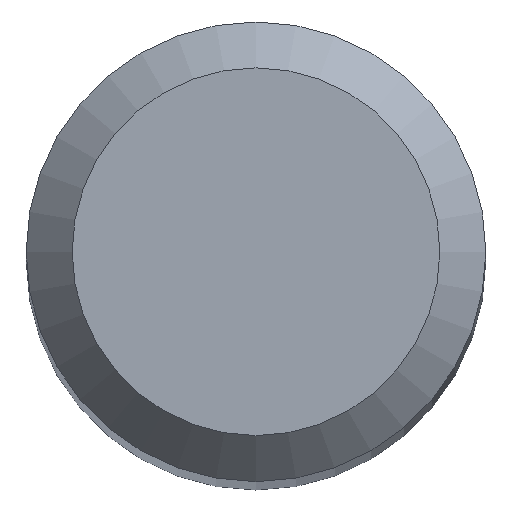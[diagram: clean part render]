
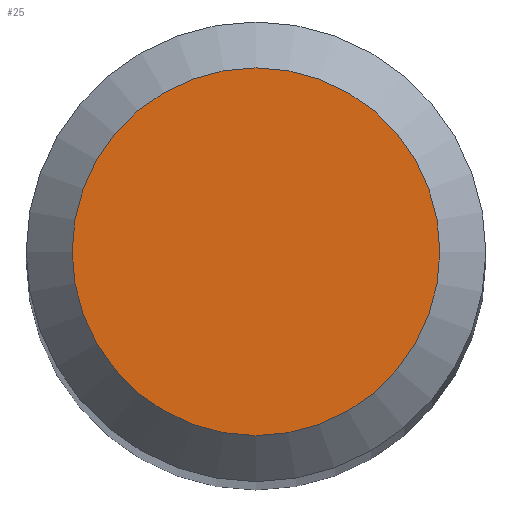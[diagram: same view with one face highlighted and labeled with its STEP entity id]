
A CAD part, top view. The second image highlights one B-rep face of the part: STEP entity #25.
In plain terms, the highlighted planar face has unit normal (0, 0, 1).
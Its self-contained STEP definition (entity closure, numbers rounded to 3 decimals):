
#17 = CARTESIAN_POINT ( 'NONE',  ( 0., 0., 38. ) ) ;
#20 = CARTESIAN_POINT ( 'NONE',  ( 1.2, 0., 38. ) ) ;
#25 = ADVANCED_FACE ( 'NONE', ( #185 ), #32, .F. ) ;
#28 = CIRCLE ( 'NONE', #194, 1.2 ) ;
#32 = PLANE ( 'NONE',  #93 ) ;
#37 = EDGE_LOOP ( 'NONE', ( #107 ) ) ;
#54 = DIRECTION ( 'NONE',  ( -1., 0., 0. ) ) ;
#70 = DIRECTION ( 'NONE',  ( 0., 0., -1. ) ) ;
#93 = AXIS2_PLACEMENT_3D ( 'NONE', #108, #70, #54 ) ;
#107 = ORIENTED_EDGE ( 'NONE', *, *, #170, .T. ) ;
#108 = CARTESIAN_POINT ( 'NONE',  ( 0., 1.2, 38. ) ) ;
#109 = DIRECTION ( 'NONE',  ( 0., 0., 1. ) ) ;
#170 = EDGE_CURVE ( 'NONE', #210, #210, #28, .T. ) ;
#185 = FACE_OUTER_BOUND ( 'NONE', #37, .T. ) ;
#188 = DIRECTION ( 'NONE',  ( 1., 0., 0. ) ) ;
#194 = AXIS2_PLACEMENT_3D ( 'NONE', #17, #109, #188 ) ;
#210 = VERTEX_POINT ( 'NONE', #20 ) ;
